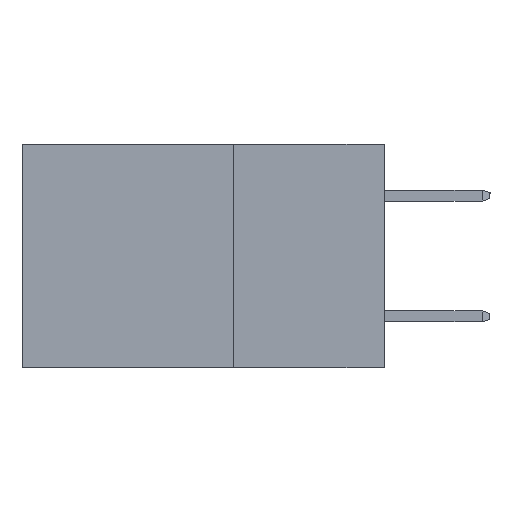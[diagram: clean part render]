
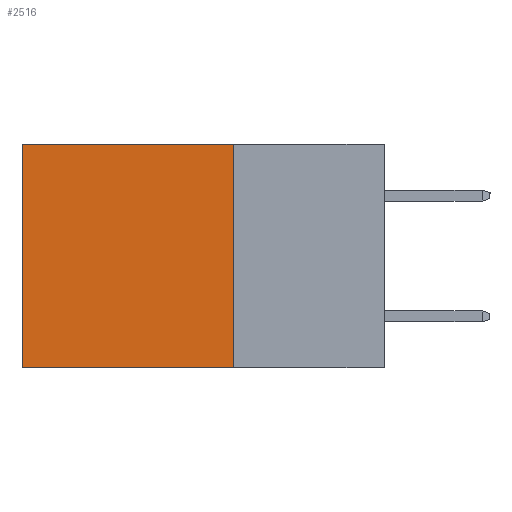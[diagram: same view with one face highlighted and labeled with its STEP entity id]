
A CAD part, left-side view. The second image highlights one B-rep face of the part: STEP entity #2516.
In plain terms, the highlighted planar face has unit normal (-1, 0, 0).
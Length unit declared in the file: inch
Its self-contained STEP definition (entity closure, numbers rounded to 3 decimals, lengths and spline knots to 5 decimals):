
#59 = VECTOR ( 'NONE', #2073, 39.37008 ) ;
#386 = VECTOR ( 'NONE', #5935, 39.37008 ) ;
#770 = ORIENTED_EDGE ( 'NONE', *, *, #8202, .T. ) ;
#851 = VERTEX_POINT ( 'NONE', #7670 ) ;
#1696 = CARTESIAN_POINT ( 'NONE',  ( 0.2615, 0.25, -0.37 ) ) ;
#2073 = DIRECTION ( 'NONE',  ( 0., 0., -1. ) ) ;
#2350 = EDGE_LOOP ( 'NONE', ( #770, #2984, #3120, #7995 ) ) ;
#2516 = ADVANCED_FACE ( 'NONE', ( #2881 ), #7595, .F. ) ;
#2799 = CARTESIAN_POINT ( 'NONE',  ( 0.2615, 0.25, -0.37 ) ) ;
#2829 = CARTESIAN_POINT ( 'NONE',  ( 0.2615, 0.25, -0.37 ) ) ;
#2881 = FACE_OUTER_BOUND ( 'NONE', #2350, .T. ) ;
#2984 = ORIENTED_EDGE ( 'NONE', *, *, #8272, .F. ) ;
#3120 = ORIENTED_EDGE ( 'NONE', *, *, #9435, .F. ) ;
#3687 = DIRECTION ( 'NONE',  ( 1., 0., 0. ) ) ;
#3838 = LINE ( 'NONE', #10149, #6315 ) ;
#4905 = CARTESIAN_POINT ( 'NONE',  ( 0.2615, 0.6, -0.37 ) ) ;
#5232 = DIRECTION ( 'NONE',  ( 0., 1., 0. ) ) ;
#5533 = VERTEX_POINT ( 'NONE', #8634 ) ;
#5935 = DIRECTION ( 'NONE',  ( 0., 1., 0. ) ) ;
#5965 = DIRECTION ( 'NONE',  ( 0., 0., -1. ) ) ;
#5990 = CARTESIAN_POINT ( 'NONE',  ( 0.2615, 0.6, -0.37 ) ) ;
#6224 = DIRECTION ( 'NONE',  ( 0., 0., -1. ) ) ;
#6315 = VECTOR ( 'NONE', #6224, 39.37008 ) ;
#7224 = VERTEX_POINT ( 'NONE', #1696 ) ;
#7469 = LINE ( 'NONE', #2799, #386 ) ;
#7563 = LINE ( 'NONE', #5990, #59 ) ;
#7595 = PLANE ( 'NONE',  #9864 ) ;
#7670 = CARTESIAN_POINT ( 'NONE',  ( 0.2615, 0.6, 0. ) ) ;
#7824 = VERTEX_POINT ( 'NONE', #4905 ) ;
#7995 = ORIENTED_EDGE ( 'NONE', *, *, #9194, .T. ) ;
#8202 = EDGE_CURVE ( 'NONE', #851, #7824, #7563, .T. ) ;
#8253 = VECTOR ( 'NONE', #5232, 39.37008 ) ;
#8272 = EDGE_CURVE ( 'NONE', #7224, #7824, #7469, .T. ) ;
#8460 = CARTESIAN_POINT ( 'NONE',  ( 0.2615, 0.25, 0. ) ) ;
#8634 = CARTESIAN_POINT ( 'NONE',  ( 0.2615, 0.25, 0. ) ) ;
#9113 = LINE ( 'NONE', #8460, #8253 ) ;
#9194 = EDGE_CURVE ( 'NONE', #5533, #851, #9113, .T. ) ;
#9435 = EDGE_CURVE ( 'NONE', #5533, #7224, #3838, .T. ) ;
#9864 = AXIS2_PLACEMENT_3D ( 'NONE', #2829, #3687, #5965 ) ;
#10149 = CARTESIAN_POINT ( 'NONE',  ( 0.2615, 0.25, -0.37 ) ) ;
